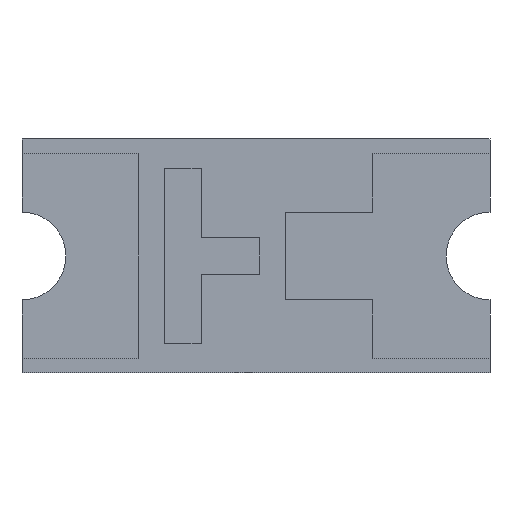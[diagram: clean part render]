
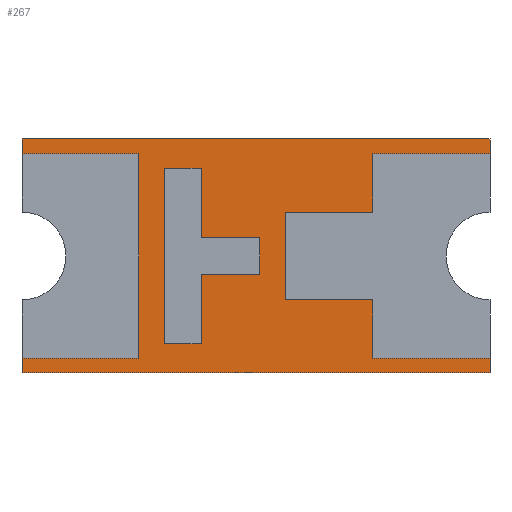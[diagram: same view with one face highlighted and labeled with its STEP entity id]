
A CAD part, front view. The second image highlights one B-rep face of the part: STEP entity #267.
In plain terms, the highlighted planar face has unit normal (0, -1, 0).
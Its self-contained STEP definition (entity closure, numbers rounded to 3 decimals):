
#62 = VERTEX_POINT('',#63);
#63 = CARTESIAN_POINT('',(-0.8,0.,-0.35));
#79 = VERTEX_POINT('',#80);
#80 = CARTESIAN_POINT('',(-0.8,0.,-0.4));
#86 = EDGE_CURVE('',#79,#62,#87,.T.);
#87 = LINE('',#88,#89);
#88 = CARTESIAN_POINT('',(-0.8,0.,-0.15));
#89 = VECTOR('',#90,1.);
#90 = DIRECTION('',(0.,0.,1.));
#101 = EDGE_CURVE('',#62,#102,#104,.T.);
#102 = VERTEX_POINT('',#103);
#103 = CARTESIAN_POINT('',(-0.4,0.,-0.35));
#104 = LINE('',#105,#106);
#105 = CARTESIAN_POINT('',(0.8,0.,-0.35));
#106 = VECTOR('',#107,1.);
#107 = DIRECTION('',(1.,0.,0.));
#109 = EDGE_CURVE('',#102,#110,#112,.T.);
#110 = VERTEX_POINT('',#111);
#111 = CARTESIAN_POINT('',(-0.4,0.,0.35));
#112 = LINE('',#113,#114);
#113 = CARTESIAN_POINT('',(-0.4,0.,0.));
#114 = VECTOR('',#115,1.);
#115 = DIRECTION('',(0.,0.,1.));
#117 = EDGE_CURVE('',#110,#118,#120,.T.);
#118 = VERTEX_POINT('',#119);
#119 = CARTESIAN_POINT('',(-0.8,0.,0.35));
#120 = LINE('',#121,#122);
#121 = CARTESIAN_POINT('',(0.8,0.,0.35));
#122 = VECTOR('',#123,1.);
#123 = DIRECTION('',(-1.,0.,0.));
#231 = EDGE_CURVE('',#232,#79,#234,.T.);
#232 = VERTEX_POINT('',#233);
#233 = CARTESIAN_POINT('',(0.8,0.,-0.4));
#234 = LINE('',#235,#236);
#235 = CARTESIAN_POINT('',(-0.8,0.,-0.4));
#236 = VECTOR('',#237,1.);
#237 = DIRECTION('',(-1.,-0.,-0.));
#267 = ADVANCED_FACE('',(#268,#361),#427,.F.);
#268 = FACE_BOUND('',#269,.T.);
#269 = EDGE_LOOP('',(#270,#280,#288,#296,#302,#303,#304,#305,#306,#307,
    #315,#323,#331,#339,#347,#355));
#270 = ORIENTED_EDGE('',*,*,#271,.F.);
#271 = EDGE_CURVE('',#272,#274,#276,.T.);
#272 = VERTEX_POINT('',#273);
#273 = CARTESIAN_POINT('',(0.8,0.,0.35));
#274 = VERTEX_POINT('',#275);
#275 = CARTESIAN_POINT('',(0.4,0.,0.35));
#276 = LINE('',#277,#278);
#277 = CARTESIAN_POINT('',(0.8,0.,0.35));
#278 = VECTOR('',#279,1.);
#279 = DIRECTION('',(-1.,0.,0.));
#280 = ORIENTED_EDGE('',*,*,#281,.F.);
#281 = EDGE_CURVE('',#282,#272,#284,.T.);
#282 = VERTEX_POINT('',#283);
#283 = CARTESIAN_POINT('',(0.8,0.,0.4));
#284 = LINE('',#285,#286);
#285 = CARTESIAN_POINT('',(0.8,0.,0.4));
#286 = VECTOR('',#287,1.);
#287 = DIRECTION('',(0.,0.,-1.));
#288 = ORIENTED_EDGE('',*,*,#289,.F.);
#289 = EDGE_CURVE('',#290,#282,#292,.T.);
#290 = VERTEX_POINT('',#291);
#291 = CARTESIAN_POINT('',(-0.8,0.,0.4));
#292 = LINE('',#293,#294);
#293 = CARTESIAN_POINT('',(-0.8,0.,0.4));
#294 = VECTOR('',#295,1.);
#295 = DIRECTION('',(1.,0.,0.));
#296 = ORIENTED_EDGE('',*,*,#297,.F.);
#297 = EDGE_CURVE('',#118,#290,#298,.T.);
#298 = LINE('',#299,#300);
#299 = CARTESIAN_POINT('',(-0.8,0.,0.4));
#300 = VECTOR('',#301,1.);
#301 = DIRECTION('',(0.,0.,1.));
#302 = ORIENTED_EDGE('',*,*,#117,.F.);
#303 = ORIENTED_EDGE('',*,*,#109,.F.);
#304 = ORIENTED_EDGE('',*,*,#101,.F.);
#305 = ORIENTED_EDGE('',*,*,#86,.F.);
#306 = ORIENTED_EDGE('',*,*,#231,.F.);
#307 = ORIENTED_EDGE('',*,*,#308,.F.);
#308 = EDGE_CURVE('',#309,#232,#311,.T.);
#309 = VERTEX_POINT('',#310);
#310 = CARTESIAN_POINT('',(0.8,0.,-0.35));
#311 = LINE('',#312,#313);
#312 = CARTESIAN_POINT('',(0.8,0.,-0.15));
#313 = VECTOR('',#314,1.);
#314 = DIRECTION('',(0.,0.,-1.));
#315 = ORIENTED_EDGE('',*,*,#316,.F.);
#316 = EDGE_CURVE('',#317,#309,#319,.T.);
#317 = VERTEX_POINT('',#318);
#318 = CARTESIAN_POINT('',(0.4,0.,-0.35));
#319 = LINE('',#320,#321);
#320 = CARTESIAN_POINT('',(0.8,0.,-0.35));
#321 = VECTOR('',#322,1.);
#322 = DIRECTION('',(1.,0.,0.));
#323 = ORIENTED_EDGE('',*,*,#324,.F.);
#324 = EDGE_CURVE('',#325,#317,#327,.T.);
#325 = VERTEX_POINT('',#326);
#326 = CARTESIAN_POINT('',(0.4,0.,-0.15));
#327 = LINE('',#328,#329);
#328 = CARTESIAN_POINT('',(0.4,0.,0.));
#329 = VECTOR('',#330,1.);
#330 = DIRECTION('',(0.,0.,-1.));
#331 = ORIENTED_EDGE('',*,*,#332,.F.);
#332 = EDGE_CURVE('',#333,#325,#335,.T.);
#333 = VERTEX_POINT('',#334);
#334 = CARTESIAN_POINT('',(0.1,0.,-0.15));
#335 = LINE('',#336,#337);
#336 = CARTESIAN_POINT('',(0.8,0.,-0.15));
#337 = VECTOR('',#338,1.);
#338 = DIRECTION('',(1.,0.,0.));
#339 = ORIENTED_EDGE('',*,*,#340,.F.);
#340 = EDGE_CURVE('',#341,#333,#343,.T.);
#341 = VERTEX_POINT('',#342);
#342 = CARTESIAN_POINT('',(0.1,0.,0.15));
#343 = LINE('',#344,#345);
#344 = CARTESIAN_POINT('',(0.1,0.,0.));
#345 = VECTOR('',#346,1.);
#346 = DIRECTION('',(0.,0.,-1.));
#347 = ORIENTED_EDGE('',*,*,#348,.F.);
#348 = EDGE_CURVE('',#349,#341,#351,.T.);
#349 = VERTEX_POINT('',#350);
#350 = CARTESIAN_POINT('',(0.4,0.,0.15));
#351 = LINE('',#352,#353);
#352 = CARTESIAN_POINT('',(0.8,0.,0.15));
#353 = VECTOR('',#354,1.);
#354 = DIRECTION('',(-1.,0.,0.));
#355 = ORIENTED_EDGE('',*,*,#356,.F.);
#356 = EDGE_CURVE('',#274,#349,#357,.T.);
#357 = LINE('',#358,#359);
#358 = CARTESIAN_POINT('',(0.4,0.,0.));
#359 = VECTOR('',#360,1.);
#360 = DIRECTION('',(0.,0.,-1.));
#361 = FACE_BOUND('',#362,.T.);
#362 = EDGE_LOOP('',(#363,#373,#381,#389,#397,#405,#413,#421));
#363 = ORIENTED_EDGE('',*,*,#364,.F.);
#364 = EDGE_CURVE('',#365,#367,#369,.T.);
#365 = VERTEX_POINT('',#366);
#366 = CARTESIAN_POINT('',(-0.188,0.,0.3));
#367 = VERTEX_POINT('',#368);
#368 = CARTESIAN_POINT('',(-0.313,0.,0.3));
#369 = LINE('',#370,#371);
#370 = CARTESIAN_POINT('',(0.8,0.,0.3));
#371 = VECTOR('',#372,1.);
#372 = DIRECTION('',(-1.,0.,0.));
#373 = ORIENTED_EDGE('',*,*,#374,.F.);
#374 = EDGE_CURVE('',#375,#365,#377,.T.);
#375 = VERTEX_POINT('',#376);
#376 = CARTESIAN_POINT('',(-0.188,0.,0.063));
#377 = LINE('',#378,#379);
#378 = CARTESIAN_POINT('',(-0.188,0.,0.));
#379 = VECTOR('',#380,1.);
#380 = DIRECTION('',(0.,0.,1.));
#381 = ORIENTED_EDGE('',*,*,#382,.F.);
#382 = EDGE_CURVE('',#383,#375,#385,.T.);
#383 = VERTEX_POINT('',#384);
#384 = CARTESIAN_POINT('',(0.013,0.,0.063));
#385 = LINE('',#386,#387);
#386 = CARTESIAN_POINT('',(0.8,0.,0.063));
#387 = VECTOR('',#388,1.);
#388 = DIRECTION('',(-1.,0.,0.));
#389 = ORIENTED_EDGE('',*,*,#390,.F.);
#390 = EDGE_CURVE('',#391,#383,#393,.T.);
#391 = VERTEX_POINT('',#392);
#392 = CARTESIAN_POINT('',(0.013,0.,-0.063));
#393 = LINE('',#394,#395);
#394 = CARTESIAN_POINT('',(0.013,0.,0.));
#395 = VECTOR('',#396,1.);
#396 = DIRECTION('',(0.,0.,1.));
#397 = ORIENTED_EDGE('',*,*,#398,.F.);
#398 = EDGE_CURVE('',#399,#391,#401,.T.);
#399 = VERTEX_POINT('',#400);
#400 = CARTESIAN_POINT('',(-0.188,0.,-0.063));
#401 = LINE('',#402,#403);
#402 = CARTESIAN_POINT('',(0.8,0.,-0.063));
#403 = VECTOR('',#404,1.);
#404 = DIRECTION('',(1.,0.,0.));
#405 = ORIENTED_EDGE('',*,*,#406,.F.);
#406 = EDGE_CURVE('',#407,#399,#409,.T.);
#407 = VERTEX_POINT('',#408);
#408 = CARTESIAN_POINT('',(-0.188,0.,-0.3));
#409 = LINE('',#410,#411);
#410 = CARTESIAN_POINT('',(-0.188,0.,0.));
#411 = VECTOR('',#412,1.);
#412 = DIRECTION('',(0.,0.,1.));
#413 = ORIENTED_EDGE('',*,*,#414,.F.);
#414 = EDGE_CURVE('',#415,#407,#417,.T.);
#415 = VERTEX_POINT('',#416);
#416 = CARTESIAN_POINT('',(-0.313,0.,-0.3));
#417 = LINE('',#418,#419);
#418 = CARTESIAN_POINT('',(0.8,0.,-0.3));
#419 = VECTOR('',#420,1.);
#420 = DIRECTION('',(1.,0.,0.));
#421 = ORIENTED_EDGE('',*,*,#422,.F.);
#422 = EDGE_CURVE('',#367,#415,#423,.T.);
#423 = LINE('',#424,#425);
#424 = CARTESIAN_POINT('',(-0.313,0.,0.));
#425 = VECTOR('',#426,1.);
#426 = DIRECTION('',(0.,0.,-1.));
#427 = PLANE('',#428);
#428 = AXIS2_PLACEMENT_3D('',#429,#430,#431);
#429 = CARTESIAN_POINT('',(0.8,0.,0.));
#430 = DIRECTION('',(0.,1.,0.));
#431 = DIRECTION('',(0.,0.,1.));
